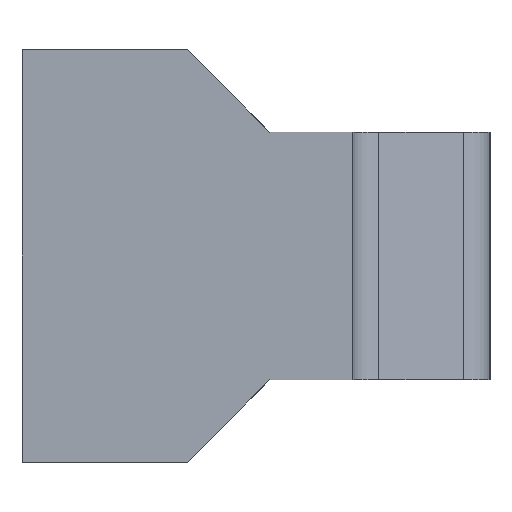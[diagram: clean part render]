
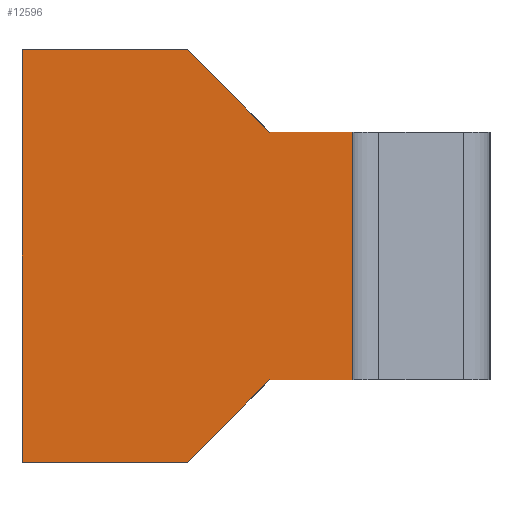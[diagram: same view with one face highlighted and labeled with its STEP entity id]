
A CAD part, left-side view. The second image highlights one B-rep face of the part: STEP entity #12596.
In plain terms, the highlighted planar face has unit normal (-1, 0, 0).
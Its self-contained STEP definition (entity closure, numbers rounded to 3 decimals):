
#38=PLANE('',#13930);
#380=FACE_OUTER_BOUND('',#1044,.T.);
#1044=EDGE_LOOP('',(#9655,#9656,#9657,#9658,#9659,#9660,#9661,#9662));
#2685=LINE('',#19895,#4009);
#2693=LINE('',#19911,#4017);
#3021=LINE('',#21209,#4345);
#3022=LINE('',#21211,#4346);
#3023=LINE('',#21213,#4347);
#3024=LINE('',#21215,#4348);
#3025=LINE('',#21217,#4349);
#3026=LINE('',#21218,#4350);
#4009=VECTOR('',#15603,10.);
#4017=VECTOR('',#15619,10.);
#4345=VECTOR('',#16599,10.);
#4346=VECTOR('',#16602,10.);
#4347=VECTOR('',#16603,10.);
#4348=VECTOR('',#16604,10.);
#4349=VECTOR('',#16605,10.);
#4350=VECTOR('',#16606,10.);
#5661=VERTEX_POINT('',#19892);
#5662=VERTEX_POINT('',#19894);
#5665=VERTEX_POINT('',#19908);
#5666=VERTEX_POINT('',#19910);
#6310=VERTEX_POINT('',#21207);
#6311=VERTEX_POINT('',#21212);
#6312=VERTEX_POINT('',#21214);
#6313=VERTEX_POINT('',#21216);
#6987=EDGE_CURVE('',#5661,#5662,#2685,.T.);
#6995=EDGE_CURVE('',#5665,#5666,#2693,.T.);
#7645=EDGE_CURVE('',#6310,#5665,#3021,.T.);
#7646=EDGE_CURVE('',#5666,#5661,#3022,.T.);
#7647=EDGE_CURVE('',#6311,#6310,#3023,.T.);
#7648=EDGE_CURVE('',#6312,#6311,#3024,.T.);
#7649=EDGE_CURVE('',#6313,#6312,#3025,.T.);
#7650=EDGE_CURVE('',#5662,#6313,#3026,.T.);
#9655=ORIENTED_EDGE('',*,*,#7646,.F.);
#9656=ORIENTED_EDGE('',*,*,#6995,.F.);
#9657=ORIENTED_EDGE('',*,*,#7645,.F.);
#9658=ORIENTED_EDGE('',*,*,#7647,.F.);
#9659=ORIENTED_EDGE('',*,*,#7648,.F.);
#9660=ORIENTED_EDGE('',*,*,#7649,.F.);
#9661=ORIENTED_EDGE('',*,*,#7650,.F.);
#9662=ORIENTED_EDGE('',*,*,#6987,.F.);
#12596=ADVANCED_FACE('',(#380),#38,.F.);
#13930=AXIS2_PLACEMENT_3D('',#21210,#16600,#16601);
#15603=DIRECTION('',(0.,1.,0.));
#15619=DIRECTION('',(0.,-1.,0.));
#16599=DIRECTION('',(0.,-0.707,-0.707));
#16600=DIRECTION('center_axis',(1.,0.,0.));
#16601=DIRECTION('ref_axis',(0.,0.,-1.));
#16602=DIRECTION('',(0.,0.,-1.));
#16603=DIRECTION('',(0.,-1.,0.));
#16604=DIRECTION('',(0.,0.,1.));
#16605=DIRECTION('',(0.,1.,0.));
#16606=DIRECTION('',(0.,0.707,-0.707));
#19892=CARTESIAN_POINT('',(-122.623,10.16,0.));
#19894=CARTESIAN_POINT('',(-122.623,11.43,0.));
#19895=CARTESIAN_POINT('',(-122.623,9.525,0.));
#19908=CARTESIAN_POINT('',(-122.623,11.43,3.81));
#19910=CARTESIAN_POINT('',(-122.623,10.16,3.81));
#19911=CARTESIAN_POINT('',(-122.623,9.525,3.81));
#21207=CARTESIAN_POINT('',(-122.623,12.7,5.08));
#21209=CARTESIAN_POINT('',(-122.623,9.366,1.746));
#21210=CARTESIAN_POINT('Origin',(-122.623,8.89,-4.445));
#21211=CARTESIAN_POINT('',(-122.623,10.16,-0.318));
#21212=CARTESIAN_POINT('',(-122.623,15.24,5.08));
#21213=CARTESIAN_POINT('',(-122.623,12.065,5.08));
#21214=CARTESIAN_POINT('',(-122.623,15.24,-1.27));
#21215=CARTESIAN_POINT('',(-122.623,15.24,-0.318));
#21216=CARTESIAN_POINT('',(-122.623,12.7,-1.27));
#21217=CARTESIAN_POINT('',(-122.623,12.065,-1.27));
#21218=CARTESIAN_POINT('',(-122.623,12.541,-1.111));
